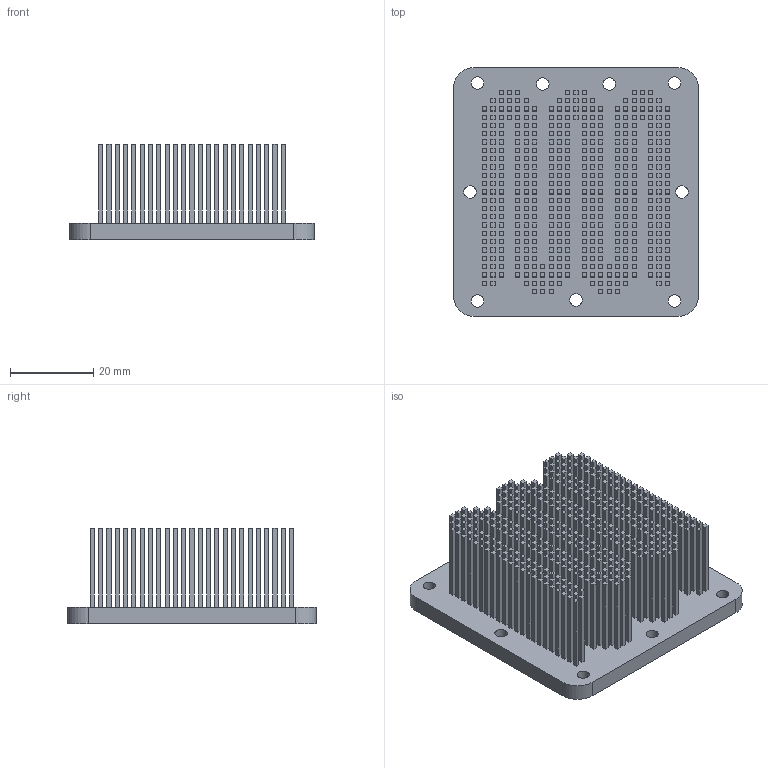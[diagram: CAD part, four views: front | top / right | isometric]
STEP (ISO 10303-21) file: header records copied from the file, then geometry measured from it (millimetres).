
FILE_DESCRIPTION (( 'STEP AP214' ), '1' );
FILE_NAME ('Disipateur.STEP', '2024-12-20T11:11:16', ( '' ), ( '' ), 'SwSTEP 2.0', 'SolidWorks 2024', '' );
FILE_SCHEMA (( 'AUTOMOTIVE_DESIGN' ));
Length unit declared in the file: millimetre
Products named in the file (1): Disipateur
Bounding box: 59 x 60 x 23 mm (x, y, z)
Volume: 22028 mm3; surface area: 40999.4 mm2
Topology: 1 solids, 1 shells, 2188 faces, 5262 edges, 3508 vertices
Faces by surface type: plane 2166, cylinder 22
Entity records: 62329 total; most frequent: CARTESIAN_POINT 10959, ORIENTED_EDGE 10524, DIRECTION 9684, EDGE_CURVE 5262, LINE 5218, VECTOR 5218, VERTEX_POINT 3508, EDGE_LOOP 2638
